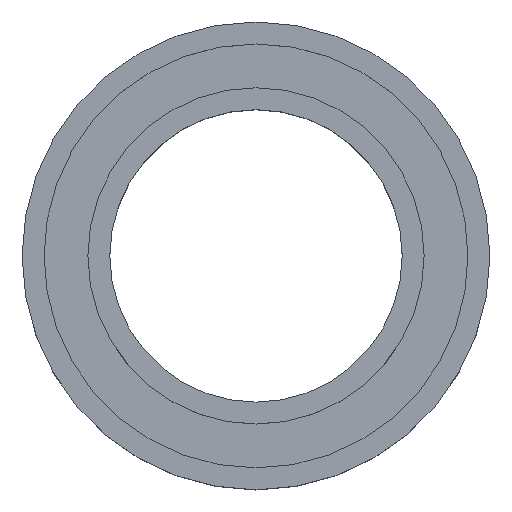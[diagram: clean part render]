
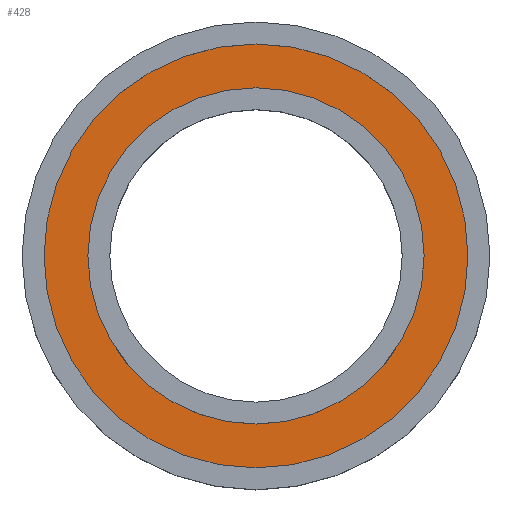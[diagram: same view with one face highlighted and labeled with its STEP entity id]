
A CAD part, top view. The second image highlights one B-rep face of the part: STEP entity #428.
In plain terms, the highlighted planar face has unit normal (0, 0, 1).
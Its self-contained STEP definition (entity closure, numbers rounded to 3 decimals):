
#106=CARTESIAN_POINT('',(0.,0.,2.5));
#107=DIRECTION('',(0.,0.,1.));
#108=DIRECTION('',(-1.,0.,0.));
#109=AXIS2_PLACEMENT_3D('',#106,#107,#108);
#124=CARTESIAN_POINT('',(0.,0.,2.5));
#125=DIRECTION('',(0.,0.,1.));
#126=DIRECTION('',(1.,0.,0.));
#127=AXIS2_PLACEMENT_3D('',#124,#125,#126);
#142=CARTESIAN_POINT('',(0.,0.,2.5));
#143=DIRECTION('',(0.,0.,1.));
#144=DIRECTION('',(1.,0.,0.));
#145=AXIS2_PLACEMENT_3D('',#142,#143,#144);
#160=CARTESIAN_POINT('',(0.,0.,2.5));
#161=DIRECTION('',(0.,0.,1.));
#162=DIRECTION('',(-1.,0.,0.));
#163=AXIS2_PLACEMENT_3D('',#160,#161,#162);
#205=CARTESIAN_POINT('',(-11.5,0.,2.5));
#206=CARTESIAN_POINT('',(11.5,0.,2.5));
#207=VERTEX_POINT('',#205);
#208=VERTEX_POINT('',#206);
#213=CARTESIAN_POINT('',(14.5,0.,2.5));
#214=CARTESIAN_POINT('',(-14.5,0.,2.5));
#215=VERTEX_POINT('',#213);
#216=VERTEX_POINT('',#214);
#413=CARTESIAN_POINT('',(0.,0.,2.5));
#414=DIRECTION('',(0.,0.,1.));
#415=DIRECTION('',(1.,0.,0.));
#416=AXIS2_PLACEMENT_3D('',#413,#414,#415);
#417=PLANE('',#416);
#419=ORIENTED_EDGE('',*,*,#418,.F.);
#421=ORIENTED_EDGE('',*,*,#420,.F.);
#422=EDGE_LOOP('',(#419,#421));
#423=FACE_OUTER_BOUND('',#422,.F.);
#424=ORIENTED_EDGE('',*,*,#361,.T.);
#425=ORIENTED_EDGE('',*,*,#405,.T.);
#426=EDGE_LOOP('',(#424,#425));
#427=FACE_BOUND('',#426,.F.);
#428=ADVANCED_FACE('',(#423,#427),#417,.T.);
#110=CIRCLE('',#109,11.5);
#128=CIRCLE('',#127,11.5);
#146=CIRCLE('',#145,14.5);
#164=CIRCLE('',#163,14.5);
#361=EDGE_CURVE('',#207,#208,#110,.T.);
#405=EDGE_CURVE('',#208,#207,#128,.T.);
#418=EDGE_CURVE('',#215,#216,#146,.T.);
#420=EDGE_CURVE('',#216,#215,#164,.T.);
